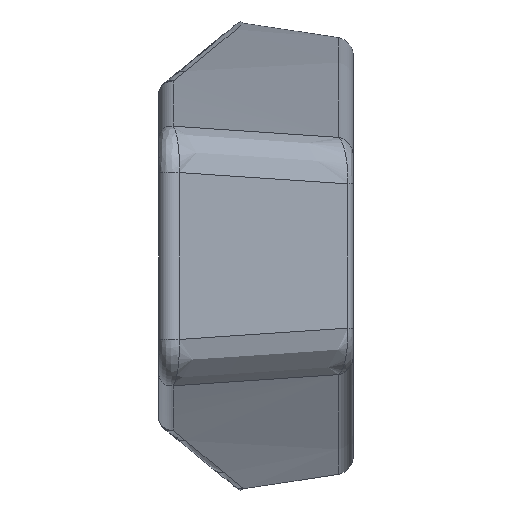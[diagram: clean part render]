
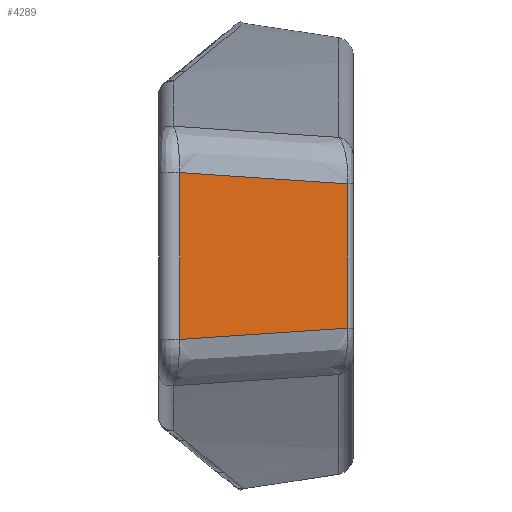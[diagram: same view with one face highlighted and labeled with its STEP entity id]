
A CAD part, left-side view. The second image highlights one B-rep face of the part: STEP entity #4289.
In plain terms, the highlighted planar face has unit normal (-0.707, -0.707, 0).
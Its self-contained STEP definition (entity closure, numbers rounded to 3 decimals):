
#163=DIRECTION('',(0.,0.,1.));
#164=VECTOR('',#163,23.74);
#165=CARTESIAN_POINT('',(-320.879,0.879,
-11.87));
#166=LINE('',#165,#164);
#456=CARTESIAN_POINT('',(-320.879,0.879,11.87));
#457=CARTESIAN_POINT('',(-323.957,3.957,12.09));
#458=CARTESIAN_POINT('',(-330.114,10.114,12.52));
#459=CARTESIAN_POINT('',(-339.348,19.348,13.138));
#460=CARTESIAN_POINT('',(-345.507,25.507,13.531));
#461=CARTESIAN_POINT('',(-348.586,28.586,13.723));
#463=DIRECTION('',(0.,0.,-1.));
#464=VECTOR('',#463,27.446);
#465=CARTESIAN_POINT('',(-348.586,28.586,13.723));
#466=LINE('',#465,#464);
#477=CARTESIAN_POINT('',(-348.586,28.586,-13.723));
#494=CARTESIAN_POINT('',(-348.586,28.586,-13.723));
#495=CARTESIAN_POINT('',(-345.506,25.506,-13.531));
#496=CARTESIAN_POINT('',(-339.348,19.348,-13.138));
#497=CARTESIAN_POINT('',(-330.114,10.114,-12.52));
#498=CARTESIAN_POINT('',(-323.957,3.957,-12.09));
#499=CARTESIAN_POINT('',(-320.879,0.879,
-11.87));
#2801=CARTESIAN_POINT('',(-320.879,0.879,
11.87));
#2802=VERTEX_POINT('',#2801);
#2803=CARTESIAN_POINT('',(-320.879,0.879,
-11.87));
#2804=VERTEX_POINT('',#2803);
#3261=VERTEX_POINT('',#477);
#3263=CARTESIAN_POINT('',(-348.586,28.586,13.723));
#3264=VERTEX_POINT('',#3263);
#4276=CARTESIAN_POINT('',(-320.,0.,48.932));
#4277=DIRECTION('',(0.707,0.707,0.));
#4278=DIRECTION('',(-0.707,0.707,0.));
#4279=AXIS2_PLACEMENT_3D('',#4276,#4277,#4278);
#4280=PLANE('',#4279);
#4282=ORIENTED_EDGE('',*,*,#4281,.F.);
#4283=ORIENTED_EDGE('',*,*,#4271,.F.);
#4284=ORIENTED_EDGE('',*,*,#3593,.F.);
#4286=ORIENTED_EDGE('',*,*,#4285,.F.);
#4287=EDGE_LOOP('',(#4282,#4283,#4284,#4286));
#4288=FACE_OUTER_BOUND('',#4287,.F.);
#4289=ADVANCED_FACE('',(#4288),#4280,.F.);
#462=B_SPLINE_CURVE_WITH_KNOTS('',3,(#456,#457,#458,#459,#460,#461),
.UNSPECIFIED.,.F.,.F.,(4,1,1,4),(0.,0.333,0.667,1.),
.UNSPECIFIED.);
#500=B_SPLINE_CURVE_WITH_KNOTS('',3,(#494,#495,#496,#497,#498,#499),
.UNSPECIFIED.,.F.,.F.,(4,1,1,4),(0.,0.333,0.667,1.),
.UNSPECIFIED.);
#3593=EDGE_CURVE('',#2804,#2802,#166,.T.);
#4271=EDGE_CURVE('',#2802,#3264,#462,.T.);
#4281=EDGE_CURVE('',#3264,#3261,#466,.T.);
#4285=EDGE_CURVE('',#3261,#2804,#500,.T.);
